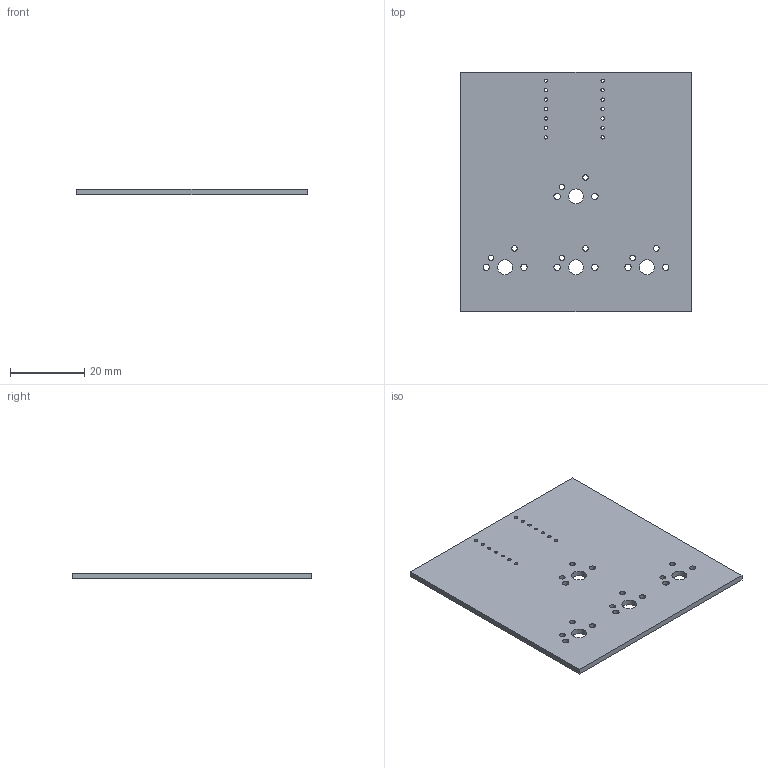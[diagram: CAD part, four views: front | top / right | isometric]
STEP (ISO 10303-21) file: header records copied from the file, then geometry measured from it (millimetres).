
FILE_DESCRIPTION(('KiCad electronic assembly'),'2;1');
FILE_NAME('Hackpad.step','2025-06-20T15:36:14',('Pcbnew'),('Kicad'), 'Open CASCADE STEP processor 7.8','KiCad to STEP converter','Unknown' );
FILE_SCHEMA(('AUTOMOTIVE_DESIGN { 1 0 10303 214 1 1 1 1 }'));
Length unit declared in the file: millimetre
Products named in the file (2): Hackpad 1; Hackpad_PCB
Assembly tree (1 placements, depth 2):
  Hackpad 1
    Hackpad_PCB
Bounding box: 61.91 x 64.29 x 1.51 mm (x, y, z)
Volume: 5872.9 mm3; surface area: 8416.2 mm2
Topology: 1 solids, 1 shells, 40 faces, 114 edges, 76 vertices
Faces by surface type: cylinder 34, plane 6
Full cylindrical faces by diameter (mm): 0.889 x14, 1.5 x8, 1.7 x8, 4 x4
Entity records: 1519 total; most frequent: DIRECTION 266, CARTESIAN_POINT 232, ORIENTED_EDGE 228, EDGE_CURVE 114, AXIS2_PLACEMENT_3D 110, FACE_BOUND 108, EDGE_LOOP 108, VERTEX_POINT 76
